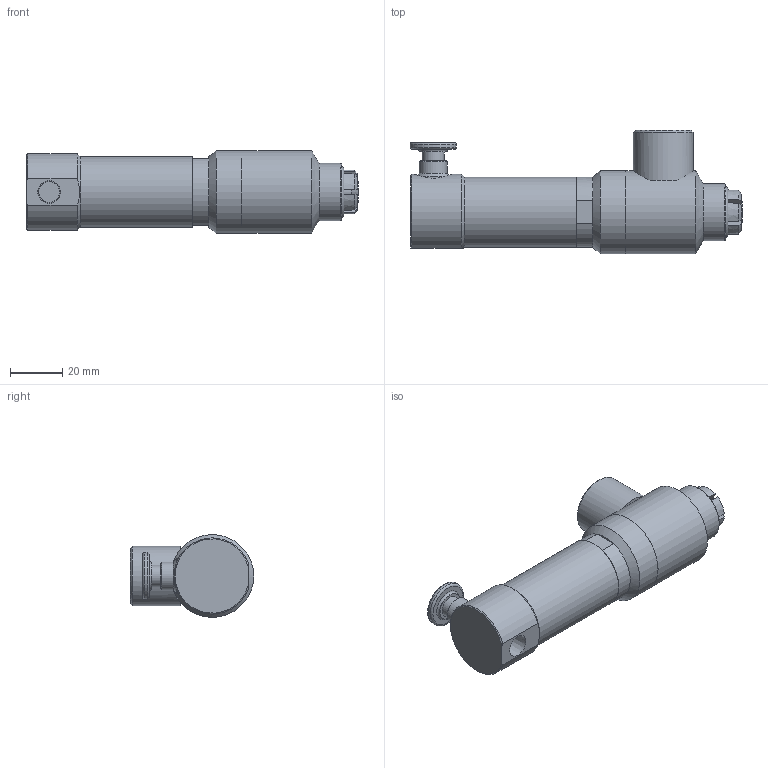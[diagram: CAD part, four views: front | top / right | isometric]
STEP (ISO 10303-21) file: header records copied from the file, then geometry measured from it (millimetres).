
FILE_DESCRIPTION(/* description */ (''),/* implementation_level */ '2;1');
FILE_NAME(/* name */ 'FNVR-062061.stp',/* time_stamp */ '2017-08-30T09:28:11-05:00',/* author */ ('scottg'),/* organization */ ('FasTest,Inc.'),/* preprocessor_version */ 'ST-DEVELOPER v16.1',/* originating_system */ 'Autodesk Inventor 2016',/* authorisation */ '');
FILE_SCHEMA (('AUTOMOTIVE_DESIGN { 1 0 10303 214 3 1 1 }'));
Length unit declared in the file: inch
Products named in the file (1): FNVR-062061
Bounding box: 127.16 x 47.24 x 31.75 mm (x, y, z)
Volume: 81433.1 mm3; surface area: 18424.3 mm2
Topology: 2 solids, 2 shells, 146 faces, 409 edges, 269 vertices
Faces by surface type: plane 69, cone 35, cylinder 31, torus 10, sphere 1
Full cylindrical faces by diameter (mm): 6.545 x1, 7.95 x1, 8.382 x1, 10.668 x2, 13.411 x1, 13.716 x1, 13.894 x1, 17.78 x1, 21.971 x1, 22.86 x1, 25.044 x1, 26.924 x1, 27.483 x1, 31.75 x2
Entity records: 4751 total; most frequent: CARTESIAN_POINT 1206, ORIENTED_EDGE 726, DIRECTION 711, EDGE_CURVE 363, AXIS2_PLACEMENT_3D 271, VERTEX_POINT 258, EDGE_LOOP 195, LINE 169
